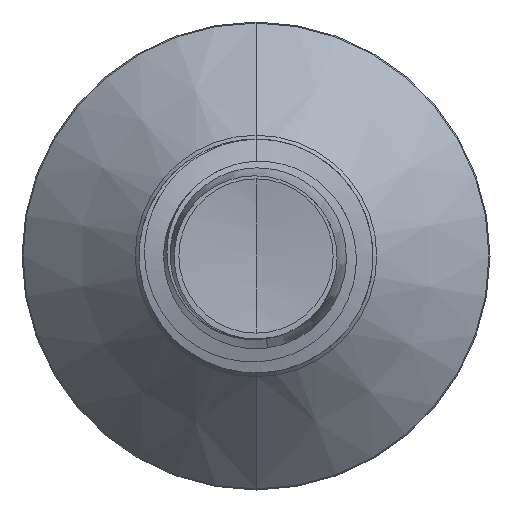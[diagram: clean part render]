
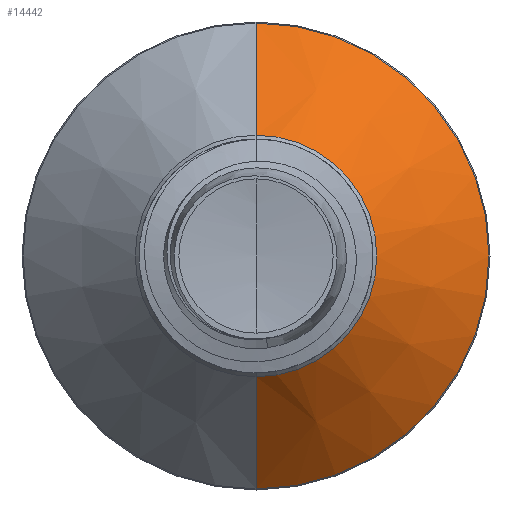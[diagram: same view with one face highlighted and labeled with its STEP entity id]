
A CAD part, front view. The second image highlights one B-rep face of the part: STEP entity #14442.
In plain terms, the highlighted conical face has half-angle 45 degrees and reference radius 4.129 mm.
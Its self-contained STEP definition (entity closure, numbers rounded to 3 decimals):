
#90 = FACE_OUTER_BOUND ( 'NONE', #1079, .T. ) ;
#369 = VERTEX_POINT ( 'NONE', #7717 ) ;
#411 = CIRCLE ( 'NONE', #7349, 7.965 ) ;
#651 = DIRECTION ( 'NONE',  ( 0., 0., 1. ) ) ;
#1079 = EDGE_LOOP ( 'NONE', ( #16018, #1523, #7894, #6855 ) ) ;
#1138 = CARTESIAN_POINT ( 'NONE',  ( 0., 11.515, 0. ) ) ;
#1523 = ORIENTED_EDGE ( 'NONE', *, *, #9350, .T. ) ;
#1560 = CIRCLE ( 'NONE', #9379, 4.129 ) ;
#1804 = VECTOR ( 'NONE', #4733, 1000. ) ;
#1928 = LINE ( 'NONE', #11725, #1804 ) ;
#2238 = CARTESIAN_POINT ( 'NONE',  ( 0., 7.679, 0. ) ) ;
#2279 = CARTESIAN_POINT ( 'NONE',  ( 0., 7.679, 0. ) ) ;
#2727 = DIRECTION ( 'NONE',  ( 0., 0., 1. ) ) ;
#2833 = CARTESIAN_POINT ( 'NONE',  ( 0., 7.679, -4.129 ) ) ;
#3361 = VECTOR ( 'NONE', #13146, 1000. ) ;
#3383 = LINE ( 'NONE', #13726, #3361 ) ;
#3841 = DIRECTION ( 'NONE',  ( 0., 0., 1. ) ) ;
#4733 = DIRECTION ( 'NONE',  ( 0., 0.707, -0.707 ) ) ;
#4943 = EDGE_CURVE ( 'NONE', #369, #8299, #3383, .T. ) ;
#5023 = CARTESIAN_POINT ( 'NONE',  ( 0., 11.515, 7.965 ) ) ;
#5363 = DIRECTION ( 'NONE',  ( 0., 1., 0. ) ) ;
#6855 = ORIENTED_EDGE ( 'NONE', *, *, #4943, .F. ) ;
#6933 = CARTESIAN_POINT ( 'NONE',  ( 0., 11.515, -7.965 ) ) ;
#7349 = AXIS2_PLACEMENT_3D ( 'NONE', #1138, #11394, #2727 ) ;
#7717 = CARTESIAN_POINT ( 'NONE',  ( 0., 7.679, 4.129 ) ) ;
#7894 = ORIENTED_EDGE ( 'NONE', *, *, #12574, .F. ) ;
#8299 = VERTEX_POINT ( 'NONE', #5023 ) ;
#9350 = EDGE_CURVE ( 'NONE', #13793, #14452, #1928, .T. ) ;
#9379 = AXIS2_PLACEMENT_3D ( 'NONE', #2279, #12202, #3841 ) ;
#9703 = EDGE_CURVE ( 'NONE', #369, #13793, #1560, .T. ) ;
#11394 = DIRECTION ( 'NONE',  ( 0., 1., 0. ) ) ;
#11486 = AXIS2_PLACEMENT_3D ( 'NONE', #2238, #5363, #651 ) ;
#11725 = CARTESIAN_POINT ( 'NONE',  ( 0., 7.679, -4.129 ) ) ;
#12202 = DIRECTION ( 'NONE',  ( 0., 1., 0. ) ) ;
#12574 = EDGE_CURVE ( 'NONE', #8299, #14452, #411, .T. ) ;
#12647 = CONICAL_SURFACE ( 'NONE', #11486, 4.129, 0.785 ) ;
#13146 = DIRECTION ( 'NONE',  ( 0., 0.707, 0.707 ) ) ;
#13726 = CARTESIAN_POINT ( 'NONE',  ( 0., 7.679, 4.129 ) ) ;
#13793 = VERTEX_POINT ( 'NONE', #2833 ) ;
#14442 = ADVANCED_FACE ( 'NONE', ( #90 ), #12647, .T. ) ;
#14452 = VERTEX_POINT ( 'NONE', #6933 ) ;
#16018 = ORIENTED_EDGE ( 'NONE', *, *, #9703, .T. ) ;
